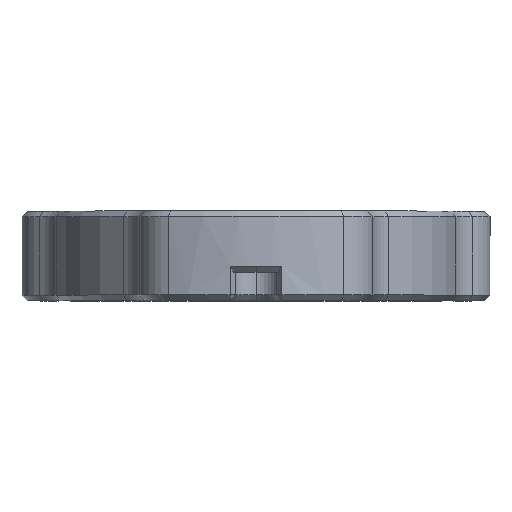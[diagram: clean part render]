
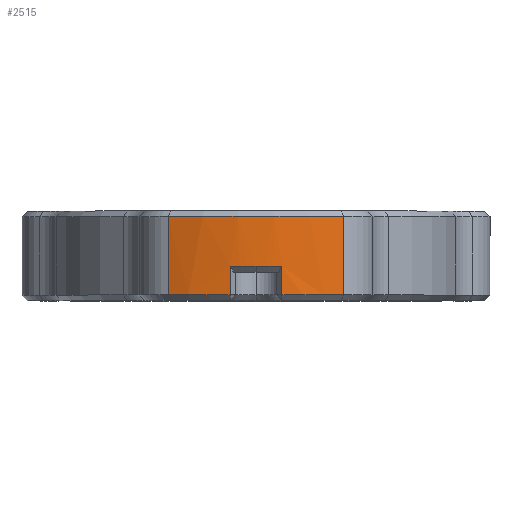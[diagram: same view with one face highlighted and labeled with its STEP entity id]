
A CAD part, top view. The second image highlights one B-rep face of the part: STEP entity #2515.
In plain terms, the highlighted cylindrical face has radius 25 mm (diameter 50 mm), a partial arc.
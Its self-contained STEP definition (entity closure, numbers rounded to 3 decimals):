
#2 = DIRECTION ( 'NONE',  ( 0., 1., 0. ) ) ;
#31 = CARTESIAN_POINT ( 'NONE',  ( 9.281, -0.4, 23.213 ) ) ;
#204 = CIRCLE ( 'NONE', #2164, 25. ) ;
#273 = AXIS2_PLACEMENT_3D ( 'NONE', #3313, #3085, #1440 ) ;
#296 = LINE ( 'NONE', #2486, #2850 ) ;
#314 = EDGE_CURVE ( 'NONE', #455, #3056, #1791, .T. ) ;
#359 = DIRECTION ( 'NONE',  ( 0., 1., 0. ) ) ;
#382 = EDGE_LOOP ( 'NONE', ( #1972, #840, #2666, #1577, #3010, #456, #1822, #2234, #1303 ) ) ;
#455 = VERTEX_POINT ( 'NONE', #2032 ) ;
#456 = ORIENTED_EDGE ( 'NONE', *, *, #766, .T. ) ;
#465 = DIRECTION ( 'NONE',  ( 0., 0., -1. ) ) ;
#490 = LINE ( 'NONE', #2050, #2155 ) ;
#510 = EDGE_CURVE ( 'NONE', #1570, #684, #204, .T. ) ;
#519 = VERTEX_POINT ( 'NONE', #2979 ) ;
#684 = VERTEX_POINT ( 'NONE', #3060 ) ;
#766 = EDGE_CURVE ( 'NONE', #519, #2312, #3088, .T. ) ;
#789 = CIRCLE ( 'NONE', #1795, 25. ) ;
#796 = DIRECTION ( 'NONE',  ( 0., -1., 0. ) ) ;
#840 = ORIENTED_EDGE ( 'NONE', *, *, #314, .T. ) ;
#944 = FACE_OUTER_BOUND ( 'NONE', #382, .T. ) ;
#959 = CARTESIAN_POINT ( 'NONE',  ( 0., -0.4, 0. ) ) ;
#998 = DIRECTION ( 'NONE',  ( 0., 1., 0. ) ) ;
#999 = CARTESIAN_POINT ( 'NONE',  ( 0., 8.5, 0. ) ) ;
#1058 = CARTESIAN_POINT ( 'NONE',  ( 0., 2.6, 25. ) ) ;
#1120 = VECTOR ( 'NONE', #2, 1000. ) ;
#1203 = DIRECTION ( 'NONE',  ( 0., 1., 0. ) ) ;
#1206 = DIRECTION ( 'NONE',  ( 0., 0., -1. ) ) ;
#1223 = EDGE_CURVE ( 'NONE', #2604, #2465, #789, .T. ) ;
#1278 = VECTOR ( 'NONE', #1203, 1000. ) ;
#1292 = DIRECTION ( 'NONE',  ( 0., -1., 0. ) ) ;
#1303 = ORIENTED_EDGE ( 'NONE', *, *, #1223, .T. ) ;
#1347 = EDGE_CURVE ( 'NONE', #684, #519, #2077, .T. ) ;
#1372 = CARTESIAN_POINT ( 'NONE',  ( -9.281, -0.4, 23.213 ) ) ;
#1440 = DIRECTION ( 'NONE',  ( 0., 0., 1. ) ) ;
#1474 = CARTESIAN_POINT ( 'NONE',  ( 9.281, 8.5, 23.213 ) ) ;
#1539 = AXIS2_PLACEMENT_3D ( 'NONE', #999, #3352, #465 ) ;
#1564 = CARTESIAN_POINT ( 'NONE',  ( -2.75, 8.5, 24.848 ) ) ;
#1570 = VERTEX_POINT ( 'NONE', #1372 ) ;
#1577 = ORIENTED_EDGE ( 'NONE', *, *, #510, .T. ) ;
#1609 = CARTESIAN_POINT ( 'NONE',  ( 2.75, 2.6, 24.848 ) ) ;
#1645 = EDGE_CURVE ( 'NONE', #2465, #455, #1723, .T. ) ;
#1723 = LINE ( 'NONE', #1474, #1278 ) ;
#1765 = CYLINDRICAL_SURFACE ( 'NONE', #1539, 25. ) ;
#1791 = CIRCLE ( 'NONE', #273, 25. ) ;
#1795 = AXIS2_PLACEMENT_3D ( 'NONE', #959, #998, #1206 ) ;
#1822 = ORIENTED_EDGE ( 'NONE', *, *, #2840, .T. ) ;
#1893 = CARTESIAN_POINT ( 'NONE',  ( 0., -0.4, 0. ) ) ;
#1972 = ORIENTED_EDGE ( 'NONE', *, *, #1645, .T. ) ;
#2015 = DIRECTION ( 'NONE',  ( 0., 1., 0. ) ) ;
#2032 = CARTESIAN_POINT ( 'NONE',  ( 9.281, 7.9, 23.213 ) ) ;
#2050 = CARTESIAN_POINT ( 'NONE',  ( 2.75, 8.5, 24.848 ) ) ;
#2077 = LINE ( 'NONE', #1564, #1120 ) ;
#2155 = VECTOR ( 'NONE', #1292, 1000. ) ;
#2164 = AXIS2_PLACEMENT_3D ( 'NONE', #1893, #2934, #2957 ) ;
#2204 = CARTESIAN_POINT ( 'NONE',  ( 0., 2.6, 0. ) ) ;
#2232 = EDGE_CURVE ( 'NONE', #2380, #2604, #490, .T. ) ;
#2234 = ORIENTED_EDGE ( 'NONE', *, *, #2232, .T. ) ;
#2245 = AXIS2_PLACEMENT_3D ( 'NONE', #2872, #2015, #3096 ) ;
#2259 = CARTESIAN_POINT ( 'NONE',  ( -9.281, 7.9, 23.213 ) ) ;
#2312 = VERTEX_POINT ( 'NONE', #1058 ) ;
#2380 = VERTEX_POINT ( 'NONE', #1609 ) ;
#2397 = EDGE_CURVE ( 'NONE', #3056, #1570, #296, .T. ) ;
#2455 = DIRECTION ( 'NONE',  ( 0., 0., -1. ) ) ;
#2465 = VERTEX_POINT ( 'NONE', #31 ) ;
#2486 = CARTESIAN_POINT ( 'NONE',  ( -9.281, 8.5, 23.213 ) ) ;
#2515 = ADVANCED_FACE ( 'NONE', ( #944 ), #1765, .T. ) ;
#2572 = AXIS2_PLACEMENT_3D ( 'NONE', #2204, #359, #2455 ) ;
#2604 = VERTEX_POINT ( 'NONE', #3385 ) ;
#2666 = ORIENTED_EDGE ( 'NONE', *, *, #2397, .T. ) ;
#2840 = EDGE_CURVE ( 'NONE', #2312, #2380, #3295, .T. ) ;
#2850 = VECTOR ( 'NONE', #796, 1000. ) ;
#2872 = CARTESIAN_POINT ( 'NONE',  ( 0., 2.6, 0. ) ) ;
#2934 = DIRECTION ( 'NONE',  ( 0., 1., 0. ) ) ;
#2957 = DIRECTION ( 'NONE',  ( 0., 0., -1. ) ) ;
#2979 = CARTESIAN_POINT ( 'NONE',  ( -2.75, 2.6, 24.848 ) ) ;
#3010 = ORIENTED_EDGE ( 'NONE', *, *, #1347, .T. ) ;
#3056 = VERTEX_POINT ( 'NONE', #2259 ) ;
#3060 = CARTESIAN_POINT ( 'NONE',  ( -2.75, -0.4, 24.848 ) ) ;
#3085 = DIRECTION ( 'NONE',  ( 0., -1., 0. ) ) ;
#3088 = CIRCLE ( 'NONE', #2245, 25. ) ;
#3096 = DIRECTION ( 'NONE',  ( 0., 0., -1. ) ) ;
#3295 = CIRCLE ( 'NONE', #2572, 25. ) ;
#3313 = CARTESIAN_POINT ( 'NONE',  ( 0., 7.9, 0. ) ) ;
#3352 = DIRECTION ( 'NONE',  ( 0., -1., 0. ) ) ;
#3385 = CARTESIAN_POINT ( 'NONE',  ( 2.75, -0.4, 24.848 ) ) ;
